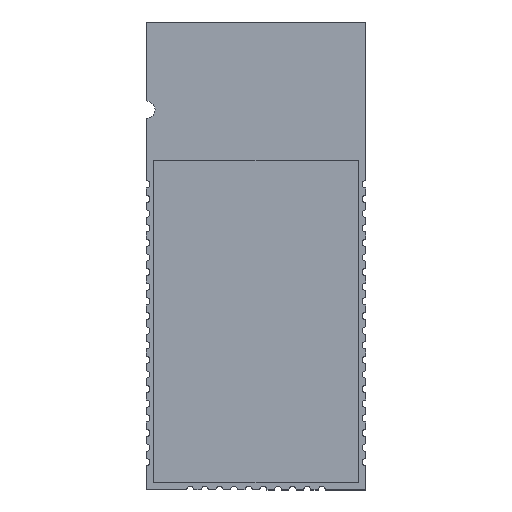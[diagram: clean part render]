
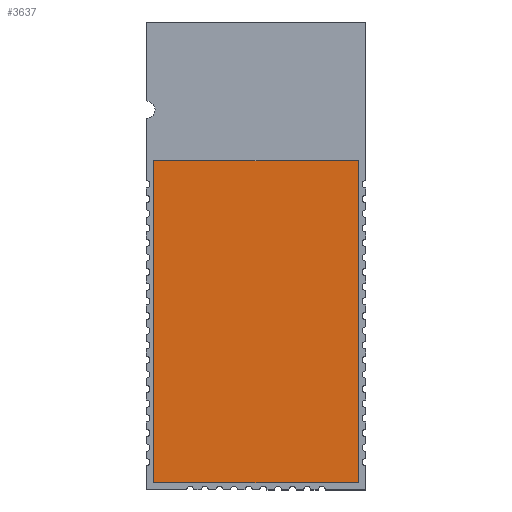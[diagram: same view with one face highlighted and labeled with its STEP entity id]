
A CAD part, top view. The second image highlights one B-rep face of the part: STEP entity #3637.
In plain terms, the highlighted planar face has unit normal (0, 0, 1).
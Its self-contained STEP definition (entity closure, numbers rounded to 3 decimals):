
#3547 = VERTEX_POINT('',#3548);
#3548 = CARTESIAN_POINT('',(-0.506,0.5,2.5));
#3554 = EDGE_CURVE('',#3555,#3547,#3557,.T.);
#3555 = VERTEX_POINT('',#3556);
#3556 = CARTESIAN_POINT('',(-14.506,0.5,2.5));
#3557 = LINE('',#3558,#3559);
#3558 = CARTESIAN_POINT('',(-0.506,0.5,2.5));
#3559 = VECTOR('',#3560,1.);
#3560 = DIRECTION('',(1.,0.,0.));
#3578 = EDGE_CURVE('',#3579,#3555,#3581,.T.);
#3579 = VERTEX_POINT('',#3580);
#3580 = CARTESIAN_POINT('',(-14.506,22.5,2.5));
#3581 = LINE('',#3582,#3583);
#3582 = CARTESIAN_POINT('',(-14.506,0.5,2.5));
#3583 = VECTOR('',#3584,1.);
#3584 = DIRECTION('',(0.,-1.,0.));
#3602 = EDGE_CURVE('',#3603,#3579,#3605,.T.);
#3603 = VERTEX_POINT('',#3604);
#3604 = CARTESIAN_POINT('',(-0.506,22.5,2.5));
#3605 = LINE('',#3606,#3607);
#3606 = CARTESIAN_POINT('',(-14.506,22.5,2.5));
#3607 = VECTOR('',#3608,1.);
#3608 = DIRECTION('',(-1.,0.,0.));
#3626 = EDGE_CURVE('',#3547,#3603,#3627,.T.);
#3627 = LINE('',#3628,#3629);
#3628 = CARTESIAN_POINT('',(-0.506,22.5,2.5));
#3629 = VECTOR('',#3630,1.);
#3630 = DIRECTION('',(0.,1.,0.));
#3637 = ADVANCED_FACE('',(#3638),#3644,.T.);
#3638 = FACE_BOUND('',#3639,.T.);
#3639 = EDGE_LOOP('',(#3640,#3641,#3642,#3643));
#3640 = ORIENTED_EDGE('',*,*,#3626,.T.);
#3641 = ORIENTED_EDGE('',*,*,#3602,.T.);
#3642 = ORIENTED_EDGE('',*,*,#3578,.T.);
#3643 = ORIENTED_EDGE('',*,*,#3554,.T.);
#3644 = PLANE('',#3645);
#3645 = AXIS2_PLACEMENT_3D('',#3646,#3647,#3648);
#3646 = CARTESIAN_POINT('',(-7.806,15.875,2.5));
#3647 = DIRECTION('',(0.,0.,1.));
#3648 = DIRECTION('',(0.,-1.,0.));
